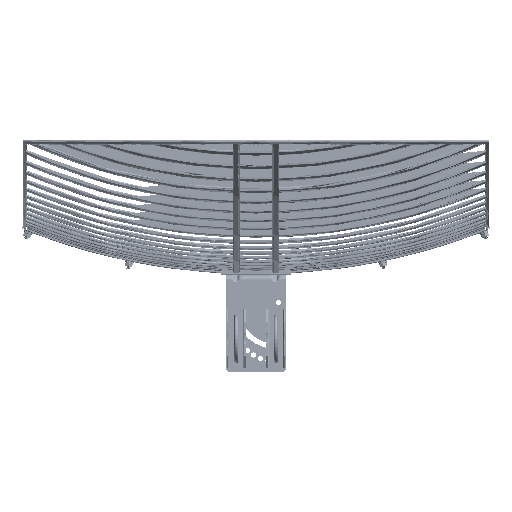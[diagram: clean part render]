
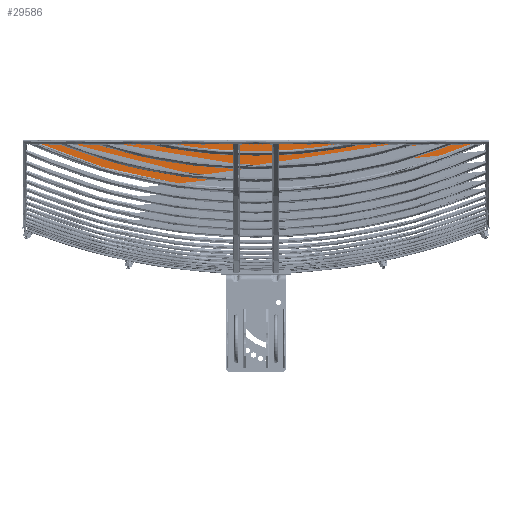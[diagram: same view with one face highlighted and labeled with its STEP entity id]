
A CAD part, left-side view. The second image highlights one B-rep face of the part: STEP entity #29586.
In plain terms, the highlighted planar face has unit normal (-1, 0, 0).
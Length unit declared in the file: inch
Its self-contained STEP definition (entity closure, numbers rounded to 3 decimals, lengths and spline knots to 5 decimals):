
#407 = DIRECTION ( 'NONE',  ( 0., 0.374, 0.927 ) ) ;
#434 = CARTESIAN_POINT ( 'NONE',  ( 15.359, -23.34822, -24.11211 ) ) ;
#443 = CARTESIAN_POINT ( 'NONE',  ( 15.359, -11.59408, -24.09829 ) ) ;
#447 = CARTESIAN_POINT ( 'NONE',  ( 15.359, -7.41372, -27.65133 ) ) ;
#448 = DIRECTION ( 'NONE',  ( 0., -1., 0. ) ) ;
#449 = CARTESIAN_POINT ( 'NONE',  ( 15.359, 0.15448, -24.09829 ) ) ;
#452 = CARTESIAN_POINT ( 'NONE',  ( 15.359, -15.77444, -27.65133 ) ) ;
#453 = CARTESIAN_POINT ( 'NONE',  ( 15.359, -23.34264, -24.09829 ) ) ;
#485 = CARTESIAN_POINT ( 'NONE',  ( 15.359, -15.76557, -27.67166 ) ) ;
#490 = CARTESIAN_POINT ( 'NONE',  ( 15.359, -23.34822, -24.11211 ) ) ;
#491 = CARTESIAN_POINT ( 'NONE',  ( 15.359, -7.389, -27.66674 ) ) ;
#492 = CARTESIAN_POINT ( 'NONE',  ( 15.359, 0.18946, -24.09829 ) ) ;
#14595 =( BOUNDED_CURVE ( )  B_SPLINE_CURVE ( 3, ( #449, #447, #452, #453 ),
 .UNSPECIFIED., .F., .F. ) 
 B_SPLINE_CURVE_WITH_KNOTS ( ( 4, 4 ),
 ( 0., 1. ),
 .UNSPECIFIED. ) 
 CURVE ( )  GEOMETRIC_REPRESENTATION_ITEM ( )  RATIONAL_B_SPLINE_CURVE ( ( 1., 0.937, 0.937, 1. ) ) 
 REPRESENTATION_ITEM ( '' )  );
#14604 =( BOUNDED_CURVE ( )  B_SPLINE_CURVE ( 3, ( #490, #485, #491, #492 ),
 .UNSPECIFIED., .F., .F. ) 
 B_SPLINE_CURVE_WITH_KNOTS ( ( 4, 4 ),
 ( 0., 1. ),
 .UNSPECIFIED. ) 
 CURVE ( )  GEOMETRIC_REPRESENTATION_ITEM ( )  RATIONAL_B_SPLINE_CURVE ( ( 1., 0.937, 0.937, 1. ) ) 
 REPRESENTATION_ITEM ( '' )  );
#22491 = LINE ( 'NONE', #443, #22500 ) ;
#22497 = LINE ( 'NONE', #434, #22499 ) ;
#22499 = VECTOR ( 'NONE', #407, 39.37008 ) ;
#22500 = VECTOR ( 'NONE', #448, 39.37008 ) ;
#27864 = AXIS2_PLACEMENT_3D ( 'NONE', #102701, #102703, #102705 ) ;
#29586 = ADVANCED_FACE ( 'NONE', ( #108762 ), #102683, .F. ) ;
#63390 = ORIENTED_EDGE ( 'NONE', *, *, #76596, .F. ) ;
#63395 = ORIENTED_EDGE ( 'NONE', *, *, #76595, .F. ) ;
#63397 = ORIENTED_EDGE ( 'NONE', *, *, #76602, .F. ) ;
#63399 = ORIENTED_EDGE ( 'NONE', *, *, #76594, .T. ) ;
#76594 = EDGE_CURVE ( 'NONE', #94972, #94975, #22497, .T. ) ;
#76595 = EDGE_CURVE ( 'NONE', #94970, #94967, #22491, .T. ) ;
#76596 = EDGE_CURVE ( 'NONE', #94967, #94975, #14595, .T. ) ;
#76602 = EDGE_CURVE ( 'NONE', #94972, #94970, #14604, .T. ) ;
#87159 = EDGE_LOOP ( 'NONE', ( #63390, #63395, #63397, #63399 ) ) ;
#94967 = VERTEX_POINT ( 'NONE', #99622 ) ;
#94970 = VERTEX_POINT ( 'NONE', #99624 ) ;
#94972 = VERTEX_POINT ( 'NONE', #99625 ) ;
#94975 = VERTEX_POINT ( 'NONE', #99627 ) ;
#99622 = CARTESIAN_POINT ( 'NONE',  ( 15.359, 0.15448, -24.09829 ) ) ;
#99624 = CARTESIAN_POINT ( 'NONE',  ( 15.359, 0.18946, -24.09829 ) ) ;
#99625 = CARTESIAN_POINT ( 'NONE',  ( 15.359, -23.34822, -24.11211 ) ) ;
#99627 = CARTESIAN_POINT ( 'NONE',  ( 15.359, -23.34264, -24.09829 ) ) ;
#102683 = PLANE ( 'NONE',  #27864 ) ;
#102701 = CARTESIAN_POINT ( 'NONE',  ( 15.359, -11.59408, -27.44966 ) ) ;
#102703 = DIRECTION ( 'NONE',  ( 1., 0., 0. ) ) ;
#102705 = DIRECTION ( 'NONE',  ( 0., 0., -1. ) ) ;
#108762 = FACE_OUTER_BOUND ( 'NONE', #87159, .T. ) ;
